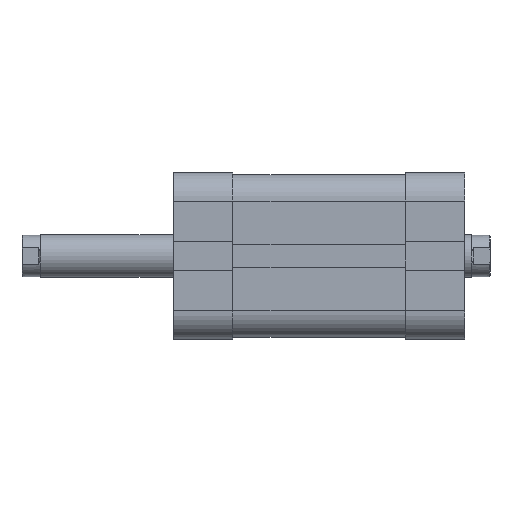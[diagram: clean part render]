
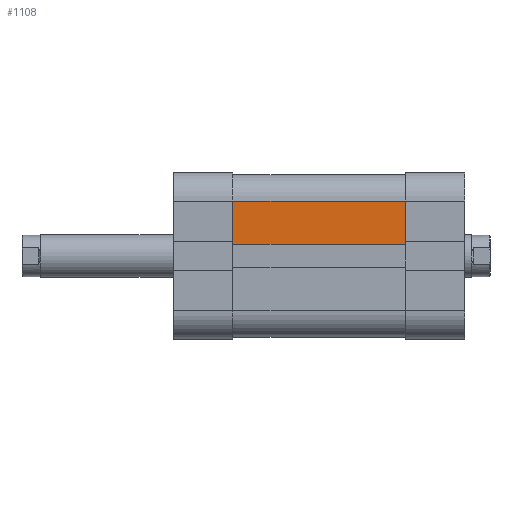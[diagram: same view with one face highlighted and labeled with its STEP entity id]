
A CAD part, top view. The second image highlights one B-rep face of the part: STEP entity #1108.
In plain terms, the highlighted face is planar.
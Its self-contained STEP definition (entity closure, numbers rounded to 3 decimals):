
#214 = CARTESIAN_POINT ( 'NONE',  ( 6.25, 0., -41. ) ) ;
#229 = VERTEX_POINT ( 'NONE', #239 ) ;
#239 = CARTESIAN_POINT ( 'NONE',  ( 16.55, 0., 0. ) ) ;
#262 = VERTEX_POINT ( 'NONE', #214 ) ;
#689 = EDGE_CURVE ( 'NONE', #2814, #229, #3703, .T. ) ;
#690 = EDGE_CURVE ( 'NONE', #2907, #229, #3693, .T. ) ;
#694 = EDGE_CURVE ( 'NONE', #262, #2814, #3711, .T. ) ;
#696 = EDGE_CURVE ( 'NONE', #262, #2907, #3715, .T. ) ;
#984 = AXIS2_PLACEMENT_3D ( 'NONE', #5298, #5303, #5304 ) ;
#1108 = ADVANCED_FACE ( 'NONE', ( #3859 ), #5301, .T. ) ;
#1886 = CARTESIAN_POINT ( 'NONE',  ( 16.55, 0., -41. ) ) ;
#1921 = CARTESIAN_POINT ( 'NONE',  ( 6.25, 0., 0. ) ) ;
#2423 = EDGE_LOOP ( 'NONE', ( #2653, #2651, #2516, #2492 ) ) ;
#2492 = ORIENTED_EDGE ( 'NONE', *, *, #694, .T. ) ;
#2516 = ORIENTED_EDGE ( 'NONE', *, *, #696, .F. ) ;
#2651 = ORIENTED_EDGE ( 'NONE', *, *, #690, .F. ) ;
#2653 = ORIENTED_EDGE ( 'NONE', *, *, #689, .T. ) ;
#2814 = VERTEX_POINT ( 'NONE', #1886 ) ;
#2907 = VERTEX_POINT ( 'NONE', #1921 ) ;
#3693 = LINE ( 'NONE', #5017, #3705 ) ;
#3702 = VECTOR ( 'NONE', #5032, 1000. ) ;
#3703 = LINE ( 'NONE', #5020, #3704 ) ;
#3704 = VECTOR ( 'NONE', #5021, 1000. ) ;
#3705 = VECTOR ( 'NONE', #5023, 1000. ) ;
#3711 = LINE ( 'NONE', #5019, #3702 ) ;
#3715 = LINE ( 'NONE', #5035, #3716 ) ;
#3716 = VECTOR ( 'NONE', #5036, 1000. ) ;
#3859 = FACE_OUTER_BOUND ( 'NONE', #2423, .T. ) ;
#5017 = CARTESIAN_POINT ( 'NONE',  ( 6.25, 0., 0. ) ) ;
#5019 = CARTESIAN_POINT ( 'NONE',  ( 6.25, 0., -41. ) ) ;
#5020 = CARTESIAN_POINT ( 'NONE',  ( 16.55, 0., -41. ) ) ;
#5021 = DIRECTION ( 'NONE',  ( 0., 0., 1. ) ) ;
#5023 = DIRECTION ( 'NONE',  ( 1., 0., 0. ) ) ;
#5032 = DIRECTION ( 'NONE',  ( 1., 0., 0. ) ) ;
#5035 = CARTESIAN_POINT ( 'NONE',  ( 6.25, 0., -41. ) ) ;
#5036 = DIRECTION ( 'NONE',  ( 0., 0., 1. ) ) ;
#5298 = CARTESIAN_POINT ( 'NONE',  ( 6.25, 0., -41. ) ) ;
#5301 = PLANE ( 'NONE',  #984 ) ;
#5303 = DIRECTION ( 'NONE',  ( 0., -1., 0. ) ) ;
#5304 = DIRECTION ( 'NONE',  ( 0., 0., -1. ) ) ;
